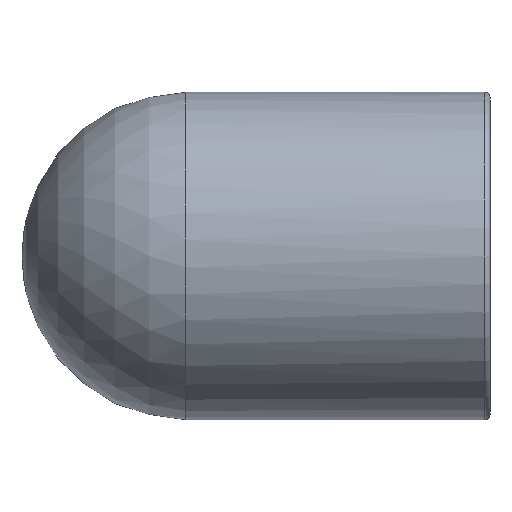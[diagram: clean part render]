
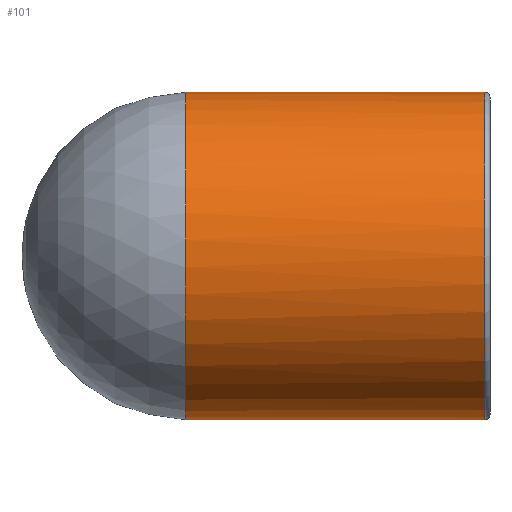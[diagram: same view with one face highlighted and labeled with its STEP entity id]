
A CAD part, left-side view. The second image highlights one B-rep face of the part: STEP entity #101.
In plain terms, the highlighted cylindrical face has radius 25.5 mm (diameter 51 mm), a full revolution.
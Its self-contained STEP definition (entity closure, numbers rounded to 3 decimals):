
#101 = ADVANCED_FACE( '', ( #209, #210 ), #211, .T. );
#209 = FACE_OUTER_BOUND( '', #344, .T. );
#210 = FACE_OUTER_BOUND( '', #345, .T. );
#211 = CYLINDRICAL_SURFACE( '', #346, 25.5 );
#344 = EDGE_LOOP( '', ( #549 ) );
#345 = EDGE_LOOP( '', ( #550, #551 ) );
#346 = AXIS2_PLACEMENT_3D( '', #552, #553, #554 );
#549 = ORIENTED_EDGE( '', *, *, #603, .F. );
#550 = ORIENTED_EDGE( '', *, *, #639, .F. );
#551 = ORIENTED_EDGE( '', *, *, #585, .T. );
#552 = CARTESIAN_POINT( '', ( 0., 0., 0. ) );
#553 = DIRECTION( '', ( 0., 1., 0. ) );
#554 = DIRECTION( '', ( 0., 0., -1. ) );
#585 = EDGE_CURVE( '', #674, #677, #679, .T. );
#603 = EDGE_CURVE( '', #707, #707, #708, .T. );
#639 = EDGE_CURVE( '', #674, #677, #757, .T. );
#674 = VERTEX_POINT( '', #926 );
#677 = VERTEX_POINT( '', #966 );
#679 = CIRCLE( '', #1005, 25.5 );
#707 = VERTEX_POINT( '', #1042 );
#708 = CIRCLE( '', #1043, 25.5 );
#757 = B_SPLINE_CURVE_WITH_KNOTS( '', 3, ( #1109, #1110, #1111, #1112, #1113, #1114, #1115, #1116, #1117, #1118, #1119, #1120, #1121, #1122, #1123, #1124, #1125, #1126, #1127, #1128, #1129, #1130, #1131, #1132, #1133, #1134, #1135, #1136, #1137, #1138, #1139, #1140, #1141, #1142, #1143, #1144, #1145, #1146, #1147, #1148, #1149, #1150, #1151, #1152, #1153, #1154, #1155, #1156, #1157, #1158, #1159, #1160, #1161, #1162, #1163, #1164, #1165, #1166, #1167, #1168, #1169, #1170 ), .UNSPECIFIED., .F., .F., ( 4, 2, 2, 2, 2, 2, 2, 2, 2, 2, 2, 2, 2, 2, 2, 2, 2, 2, 2, 2, 2, 2, 2, 2, 2, 2, 2, 2, 2, 2, 4 ), ( 0.085, 0.086, 0.087, 0.09, 0.092, 0.095, 0.097, 0.1, 0.105, 0.11, 0.115, 0.116, 0.117, 0.12, 0.122, 0.124, 0.125, 0.13, 0.131, 0.132, 0.135, 0.137, 0.14, 0.145, 0.15, 0.155, 0.157, 0.16, 0.161, 0.162, 0.165 ), .UNSPECIFIED. );
#926 = CARTESIAN_POINT( '', ( 9.029, 47.402, 23.848 ) );
#966 = CARTESIAN_POINT( '', ( 9.029, 47.402, -23.848 ) );
#1005 = AXIS2_PLACEMENT_3D( '', #1197, #1198, #1199 );
#1042 = CARTESIAN_POINT( '', ( 0., 0.825, -25.5 ) );
#1043 = AXIS2_PLACEMENT_3D( '', #1218, #1219, #1220 );
#1109 = CARTESIAN_POINT( '', ( 9.029, 47.402, 23.848 ) );
#1110 = CARTESIAN_POINT( '', ( 9.102, 46.99, 23.82 ) );
#1111 = CARTESIAN_POINT( '', ( 9.203, 46.577, 23.782 ) );
#1112 = CARTESIAN_POINT( '', ( 9.445, 45.777, 23.687 ) );
#1113 = CARTESIAN_POINT( '', ( 9.587, 45.387, 23.63 ) );
#1114 = CARTESIAN_POINT( '', ( 10.057, 44.24, 23.436 ) );
#1115 = CARTESIAN_POINT( '', ( 10.43, 43.508, 23.274 ) );
#1116 = CARTESIAN_POINT( '', ( 11.246, 42.083, 22.89 ) );
#1117 = CARTESIAN_POINT( '', ( 11.682, 41.402, 22.673 ) );
#1118 = CARTESIAN_POINT( '', ( 12.58, 40.083, 22.187 ) );
#1119 = CARTESIAN_POINT( '', ( 13.042, 39.445, 21.919 ) );
#1120 = CARTESIAN_POINT( '', ( 13.98, 38.2, 21.333 ) );
#1121 = CARTESIAN_POINT( '', ( 14.455, 37.593, 21.015 ) );
#1122 = CARTESIAN_POINT( '', ( 15.409, 36.407, 20.326 ) );
#1123 = CARTESIAN_POINT( '', ( 15.889, 35.825, 19.954 ) );
#1124 = CARTESIAN_POINT( '', ( 17.312, 34.13, 18.764 ) );
#1125 = CARTESIAN_POINT( '', ( 18.235, 33.071, 17.875 ) );
#1126 = CARTESIAN_POINT( '', ( 19.993, 31.085, 15.884 ) );
#1127 = CARTESIAN_POINT( '', ( 20.83, 30.158, 14.781 ) );
#1128 = CARTESIAN_POINT( '', ( 22.376, 28.461, 12.315 ) );
#1129 = CARTESIAN_POINT( '', ( 23.063, 27.717, 10.989 ) );
#1130 = CARTESIAN_POINT( '', ( 23.788, 26.935, 9.195 ) );
#1131 = CARTESIAN_POINT( '', ( 23.926, 26.786, 8.83 ) );
#1132 = CARTESIAN_POINT( '', ( 24.188, 26.503, 8.084 ) );
#1133 = CARTESIAN_POINT( '', ( 24.312, 26.37, 7.702 ) );
#1134 = CARTESIAN_POINT( '', ( 24.658, 25.998, 6.546 ) );
#1135 = CARTESIAN_POINT( '', ( 24.854, 25.789, 5.763 ) );
#1136 = CARTESIAN_POINT( '', ( 25.17, 25.451, 4.17 ) );
#1137 = CARTESIAN_POINT( '', ( 25.291, 25.321, 3.36 ) );
#1138 = CARTESIAN_POINT( '', ( 25.415, 25.189, 2.124 ) );
#1139 = CARTESIAN_POINT( '', ( 25.446, 25.156, 1.708 ) );
#1140 = CARTESIAN_POINT( '', ( 25.489, 25.111, 0.87 ) );
#1141 = CARTESIAN_POINT( '', ( 25.5, 25.099, 0.446 ) );
#1142 = CARTESIAN_POINT( '', ( 25.502, 25.097, -1.658 ) );
#1143 = CARTESIAN_POINT( '', ( 25.338, 25.271, -3.307 ) );
#1144 = CARTESIAN_POINT( '', ( 24.94, 25.696, -5.328 ) );
#1145 = CARTESIAN_POINT( '', ( 24.851, 25.792, -5.732 ) );
#1146 = CARTESIAN_POINT( '', ( 24.655, 26.002, -6.523 ) );
#1147 = CARTESIAN_POINT( '', ( 24.549, 26.116, -6.912 ) );
#1148 = CARTESIAN_POINT( '', ( 24.205, 26.485, -8.062 ) );
#1149 = CARTESIAN_POINT( '', ( 23.944, 26.766, -8.805 ) );
#1150 = CARTESIAN_POINT( '', ( 23.363, 27.392, -10.247 ) );
#1151 = CARTESIAN_POINT( '', ( 23.041, 27.741, -10.95 ) );
#1152 = CARTESIAN_POINT( '', ( 22.356, 28.485, -12.289 ) );
#1153 = CARTESIAN_POINT( '', ( 21.993, 28.882, -12.926 ) );
#1154 = CARTESIAN_POINT( '', ( 20.847, 30.138, -14.755 ) );
#1155 = CARTESIAN_POINT( '', ( 20.011, 31.064, -15.862 ) );
#1156 = CARTESIAN_POINT( '', ( 18.227, 33.079, -17.884 ) );
#1157 = CARTESIAN_POINT( '', ( 17.3, 34.145, -18.774 ) );
#1158 = CARTESIAN_POINT( '', ( 15.419, 36.384, -20.347 ) );
#1159 = CARTESIAN_POINT( '', ( 14.463, 37.559, -21.031 ) );
#1160 = CARTESIAN_POINT( '', ( 13.051, 39.433, -21.914 ) );
#1161 = CARTESIAN_POINT( '', ( 12.582, 40.079, -22.186 ) );
#1162 = CARTESIAN_POINT( '', ( 11.679, 41.407, -22.674 ) );
#1163 = CARTESIAN_POINT( '', ( 11.243, 42.089, -22.892 ) );
#1164 = CARTESIAN_POINT( '', ( 10.634, 43.151, -23.178 ) );
#1165 = CARTESIAN_POINT( '', ( 10.439, 43.512, -23.266 ) );
#1166 = CARTESIAN_POINT( '', ( 10.07, 44.251, -23.428 ) );
#1167 = CARTESIAN_POINT( '', ( 9.897, 44.629, -23.502 ) );
#1168 = CARTESIAN_POINT( '', ( 9.426, 45.778, -23.696 ) );
#1169 = CARTESIAN_POINT( '', ( 9.176, 46.57, -23.792 ) );
#1170 = CARTESIAN_POINT( '', ( 9.029, 47.402, -23.848 ) );
#1197 = CARTESIAN_POINT( '', ( 0., 47.402, 0. ) );
#1198 = DIRECTION( '', ( 0., -1., 0. ) );
#1199 = DIRECTION( '', ( 0., 0., -1. ) );
#1218 = CARTESIAN_POINT( '', ( 0., 0.825, 0. ) );
#1219 = DIRECTION( '', ( 0., -1., 0. ) );
#1220 = DIRECTION( '', ( 0., 0., -1. ) );
